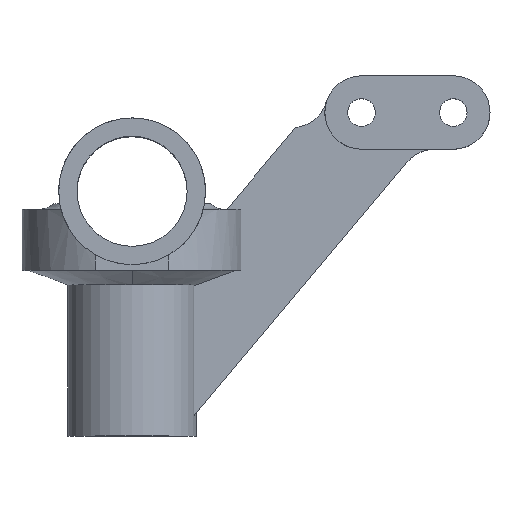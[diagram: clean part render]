
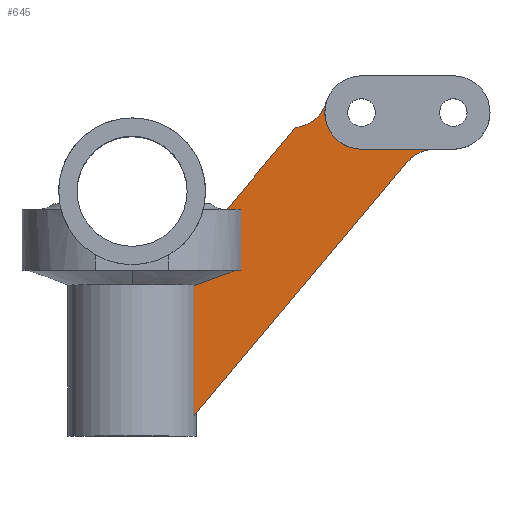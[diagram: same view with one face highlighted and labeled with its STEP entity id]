
A CAD part, top view. The second image highlights one B-rep face of the part: STEP entity #645.
In plain terms, the highlighted planar face has unit normal (0, 0, 1).
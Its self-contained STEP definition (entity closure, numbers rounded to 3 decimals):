
#26 = CARTESIAN_POINT ( 'NONE',  ( 63.521, 30.124, 5. ) ) ;
#156 = DIRECTION ( 'NONE',  ( 1., 0., 0. ) ) ;
#179 = VERTEX_POINT ( 'NONE', #1925 ) ;
#182 = EDGE_CURVE ( 'NONE', #1788, #1974, #1989, .T. ) ;
#186 = CARTESIAN_POINT ( 'NONE',  ( 98.976, 2.626, 5. ) ) ;
#226 = ORIENTED_EDGE ( 'NONE', *, *, #182, .F. ) ;
#255 = ORIENTED_EDGE ( 'NONE', *, *, #1061, .T. ) ;
#258 = DIRECTION ( 'NONE',  ( 0., -1., 0. ) ) ;
#287 = DIRECTION ( 'NONE',  ( 0., 0., 1. ) ) ;
#288 = EDGE_CURVE ( 'NONE', #1974, #484, #1441, .T. ) ;
#291 = LINE ( 'NONE', #1790, #1262 ) ;
#307 = CARTESIAN_POINT ( 'NONE',  ( 75., 14.626, 5. ) ) ;
#313 = VERTEX_POINT ( 'NONE', #334 ) ;
#334 = CARTESIAN_POINT ( 'NONE',  ( 33.941, -25., 5. ) ) ;
#402 = CARTESIAN_POINT ( 'NONE',  ( 52.042, 33.621, 5. ) ) ;
#484 = VERTEX_POINT ( 'NONE', #1368 ) ;
#495 = PLANE ( 'NONE',  #1886 ) ;
#523 = LINE ( 'NONE', #1134, #1418 ) ;
#557 = CIRCLE ( 'NONE', #2278, 12. ) ;
#574 = DIRECTION ( 'NONE',  ( 0., 0., -1. ) ) ;
#629 = ORIENTED_EDGE ( 'NONE', *, *, #1854, .T. ) ;
#645 = ADVANCED_FACE ( 'NONE', ( #1624 ), #495, .T. ) ;
#646 = CARTESIAN_POINT ( 'NONE',  ( 16.683, -76.778, 5. ) ) ;
#673 = CARTESIAN_POINT ( 'NONE',  ( 75., 26.626, 5. ) ) ;
#686 = CIRCLE ( 'NONE', #2010, 12. ) ;
#720 = CARTESIAN_POINT ( 'NONE',  ( 16.683, -76.778, 5. ) ) ;
#837 = ORIENTED_EDGE ( 'NONE', *, *, #1567, .T. ) ;
#889 = LINE ( 'NONE', #1104, #948 ) ;
#919 = CARTESIAN_POINT ( 'NONE',  ( 53.403, 21.698, 5. ) ) ;
#941 = EDGE_CURVE ( 'NONE', #1788, #1116, #557, .T. ) ;
#948 = VECTOR ( 'NONE', #2018, 1000. ) ;
#1061 = EDGE_CURVE ( 'NONE', #1116, #2311, #889, .T. ) ;
#1104 = CARTESIAN_POINT ( 'NONE',  ( 31., -5., 5. ) ) ;
#1116 = VERTEX_POINT ( 'NONE', #919 ) ;
#1134 = CARTESIAN_POINT ( 'NONE',  ( 31., -5., 5. ) ) ;
#1232 = CARTESIAN_POINT ( 'NONE',  ( 75., 14.626, 5. ) ) ;
#1250 = AXIS2_PLACEMENT_3D ( 'NONE', #673, #287, #2305 ) ;
#1252 = DIRECTION ( 'NONE',  ( 0.625, -0.781, 0. ) ) ;
#1262 = VECTOR ( 'NONE', #1252, 1000. ) ;
#1310 = DIRECTION ( 'NONE',  ( 0., 0., -1. ) ) ;
#1317 = VECTOR ( 'NONE', #2424, 1000. ) ;
#1328 = LINE ( 'NONE', #720, #1317 ) ;
#1331 = VERTEX_POINT ( 'NONE', #1660 ) ;
#1368 = CARTESIAN_POINT ( 'NONE',  ( 98.976, 14.626, 5. ) ) ;
#1372 = ORIENTED_EDGE ( 'NONE', *, *, #2322, .T. ) ;
#1418 = VECTOR ( 'NONE', #1485, 1000. ) ;
#1441 = LINE ( 'NONE', #307, #1722 ) ;
#1446 = DIRECTION ( 'NONE',  ( 0., 0., 1. ) ) ;
#1459 = DIRECTION ( 'NONE',  ( 1., 0., 0. ) ) ;
#1485 = DIRECTION ( 'NONE',  ( 0.015, -1., 0. ) ) ;
#1535 = VECTOR ( 'NONE', #258, 1000. ) ;
#1548 = CARTESIAN_POINT ( 'NONE',  ( 16.683, -76.778, 5. ) ) ;
#1561 = ORIENTED_EDGE ( 'NONE', *, *, #941, .T. ) ;
#1567 = EDGE_CURVE ( 'NONE', #2311, #2410, #523, .T. ) ;
#1570 = CARTESIAN_POINT ( 'NONE',  ( 16.683, -31.281, 5. ) ) ;
#1586 = ORIENTED_EDGE ( 'NONE', *, *, #1850, .T. ) ;
#1624 = FACE_OUTER_BOUND ( 'NONE', #1964, .T. ) ;
#1646 = ORIENTED_EDGE ( 'NONE', *, *, #288, .F. ) ;
#1660 = CARTESIAN_POINT ( 'NONE',  ( 16.683, -31.281, 5. ) ) ;
#1671 = CARTESIAN_POINT ( 'NONE',  ( 31., -5., 5. ) ) ;
#1696 = DIRECTION ( 'NONE',  ( 1., 0., 0. ) ) ;
#1722 = VECTOR ( 'NONE', #156, 1000. ) ;
#1723 = VERTEX_POINT ( 'NONE', #1548 ) ;
#1732 = VECTOR ( 'NONE', #2323, 1000. ) ;
#1788 = VERTEX_POINT ( 'NONE', #26 ) ;
#1790 = CARTESIAN_POINT ( 'NONE',  ( 31.257, -21.644, 5. ) ) ;
#1835 = EDGE_CURVE ( 'NONE', #313, #1331, #1972, .T. ) ;
#1850 = EDGE_CURVE ( 'NONE', #2410, #313, #291, .T. ) ;
#1853 = ORIENTED_EDGE ( 'NONE', *, *, #2252, .T. ) ;
#1854 = EDGE_CURVE ( 'NONE', #1331, #1723, #2129, .T. ) ;
#1886 = AXIS2_PLACEMENT_3D ( 'NONE', #2152, #1446, #1459 ) ;
#1925 = CARTESIAN_POINT ( 'NONE',  ( 89.784, 10.34, 5. ) ) ;
#1964 = EDGE_LOOP ( 'NONE', ( #1646, #226, #1561, #255, #837, #1586, #2111, #629, #1372, #1853 ) ) ;
#1972 = LINE ( 'NONE', #1570, #1732 ) ;
#1974 = VERTEX_POINT ( 'NONE', #1232 ) ;
#1989 = CIRCLE ( 'NONE', #1250, 12. ) ;
#2010 = AXIS2_PLACEMENT_3D ( 'NONE', #186, #574, #2413 ) ;
#2018 = DIRECTION ( 'NONE',  ( -0.643, -0.766, 0. ) ) ;
#2111 = ORIENTED_EDGE ( 'NONE', *, *, #1835, .T. ) ;
#2123 = CARTESIAN_POINT ( 'NONE',  ( 31.257, -21.644, 5. ) ) ;
#2129 = LINE ( 'NONE', #646, #1535 ) ;
#2152 = CARTESIAN_POINT ( 'NONE',  ( 75., 26.626, 5. ) ) ;
#2252 = EDGE_CURVE ( 'NONE', #179, #484, #686, .T. ) ;
#2278 = AXIS2_PLACEMENT_3D ( 'NONE', #402, #1310, #1696 ) ;
#2305 = DIRECTION ( 'NONE',  ( 1., 0., 0. ) ) ;
#2311 = VERTEX_POINT ( 'NONE', #1671 ) ;
#2322 = EDGE_CURVE ( 'NONE', #1723, #179, #1328, .T. ) ;
#2323 = DIRECTION ( 'NONE',  ( -0.94, -0.342, 0. ) ) ;
#2410 = VERTEX_POINT ( 'NONE', #2123 ) ;
#2413 = DIRECTION ( 'NONE',  ( -1., 0., 0. ) ) ;
#2424 = DIRECTION ( 'NONE',  ( 0.643, 0.766, 0. ) ) ;
